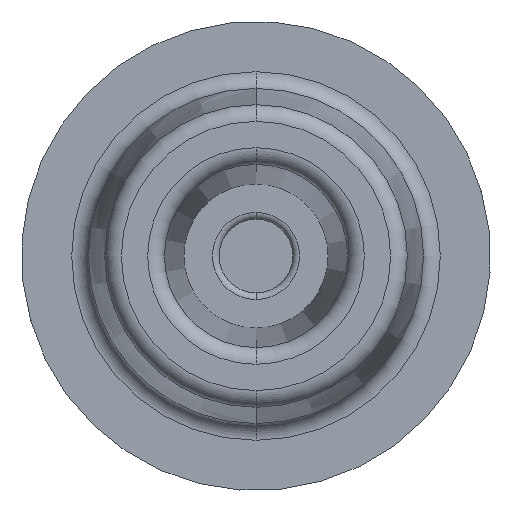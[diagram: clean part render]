
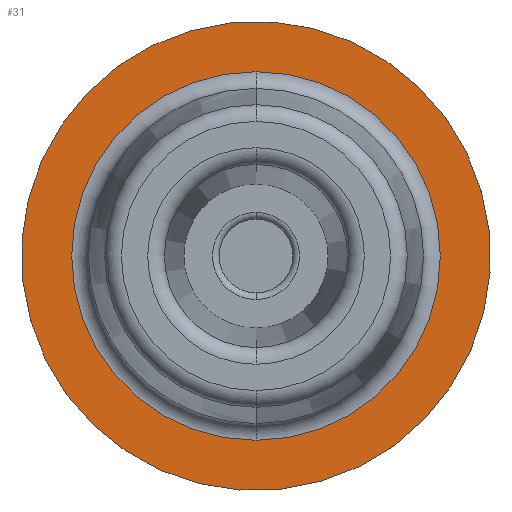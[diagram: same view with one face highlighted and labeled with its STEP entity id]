
A CAD part, front view. The second image highlights one B-rep face of the part: STEP entity #31.
In plain terms, the highlighted planar face has unit normal (0, -1, 0).
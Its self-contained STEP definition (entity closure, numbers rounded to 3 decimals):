
#1 = AXIS2_PLACEMENT_3D ( 'NONE', #680, #684, #342 ) ;
#5 = EDGE_LOOP ( 'NONE', ( #649, #44 ) ) ;
#29 = DIRECTION ( 'NONE',  ( 0., 0., 1. ) ) ;
#31 = ADVANCED_FACE ( 'NONE', ( #415, #242 ), #675, .F. ) ;
#38 = CARTESIAN_POINT ( 'NONE',  ( 0., 5., 0. ) ) ;
#44 = ORIENTED_EDGE ( 'NONE', *, *, #644, .F. ) ;
#60 = VERTEX_POINT ( 'NONE', #575 ) ;
#84 = AXIS2_PLACEMENT_3D ( 'NONE', #38, #452, #563 ) ;
#90 = CIRCLE ( 'NONE', #280, 2.75 ) ;
#149 = VERTEX_POINT ( 'NONE', #282 ) ;
#153 = ORIENTED_EDGE ( 'NONE', *, *, #586, .T. ) ;
#189 = DIRECTION ( 'NONE',  ( 0., 1., 0. ) ) ;
#242 = FACE_OUTER_BOUND ( 'NONE', #5, .T. ) ;
#280 = AXIS2_PLACEMENT_3D ( 'NONE', #722, #438, #29 ) ;
#282 = CARTESIAN_POINT ( 'NONE',  ( 3.363, 5., 0.968 ) ) ;
#289 = DIRECTION ( 'NONE',  ( 0., 0., 1. ) ) ;
#321 = CARTESIAN_POINT ( 'NONE',  ( 0., 5., 0. ) ) ;
#326 = CIRCLE ( 'NONE', #709, 2.75 ) ;
#331 = VERTEX_POINT ( 'NONE', #546 ) ;
#342 = DIRECTION ( 'NONE',  ( 0., 0., 1. ) ) ;
#358 = EDGE_LOOP ( 'NONE', ( #153, #503 ) ) ;
#381 = AXIS2_PLACEMENT_3D ( 'NONE', #321, #189, #592 ) ;
#400 = CIRCLE ( 'NONE', #381, 3.5 ) ;
#415 = FACE_BOUND ( 'NONE', #358, .T. ) ;
#438 = DIRECTION ( 'NONE',  ( 0., 1., 0. ) ) ;
#452 = DIRECTION ( 'NONE',  ( 0., 1., 0. ) ) ;
#462 = CIRCLE ( 'NONE', #84, 3.5 ) ;
#482 = EDGE_CURVE ( 'NONE', #331, #60, #326, .T. ) ;
#503 = ORIENTED_EDGE ( 'NONE', *, *, #482, .T. ) ;
#546 = CARTESIAN_POINT ( 'NONE',  ( 0., 5., -2.75 ) ) ;
#563 = DIRECTION ( 'NONE',  ( 0., 0., 1. ) ) ;
#571 = CARTESIAN_POINT ( 'NONE',  ( 0., 5., 0. ) ) ;
#575 = CARTESIAN_POINT ( 'NONE',  ( 0., 5., 2.75 ) ) ;
#586 = EDGE_CURVE ( 'NONE', #60, #331, #90, .T. ) ;
#592 = DIRECTION ( 'NONE',  ( 0., 0., 1. ) ) ;
#628 = DIRECTION ( 'NONE',  ( 0., 1., 0. ) ) ;
#644 = EDGE_CURVE ( 'NONE', #149, #679, #400, .T. ) ;
#649 = ORIENTED_EDGE ( 'NONE', *, *, #746, .F. ) ;
#675 = PLANE ( 'NONE',  #1 ) ;
#679 = VERTEX_POINT ( 'NONE', #738 ) ;
#680 = CARTESIAN_POINT ( 'NONE',  ( 0., 5., 0. ) ) ;
#684 = DIRECTION ( 'NONE',  ( 0., 1., 0. ) ) ;
#709 = AXIS2_PLACEMENT_3D ( 'NONE', #571, #628, #289 ) ;
#722 = CARTESIAN_POINT ( 'NONE',  ( 0., 5., 0. ) ) ;
#738 = CARTESIAN_POINT ( 'NONE',  ( -3.363, 5., -0.968 ) ) ;
#746 = EDGE_CURVE ( 'NONE', #679, #149, #462, .T. ) ;
